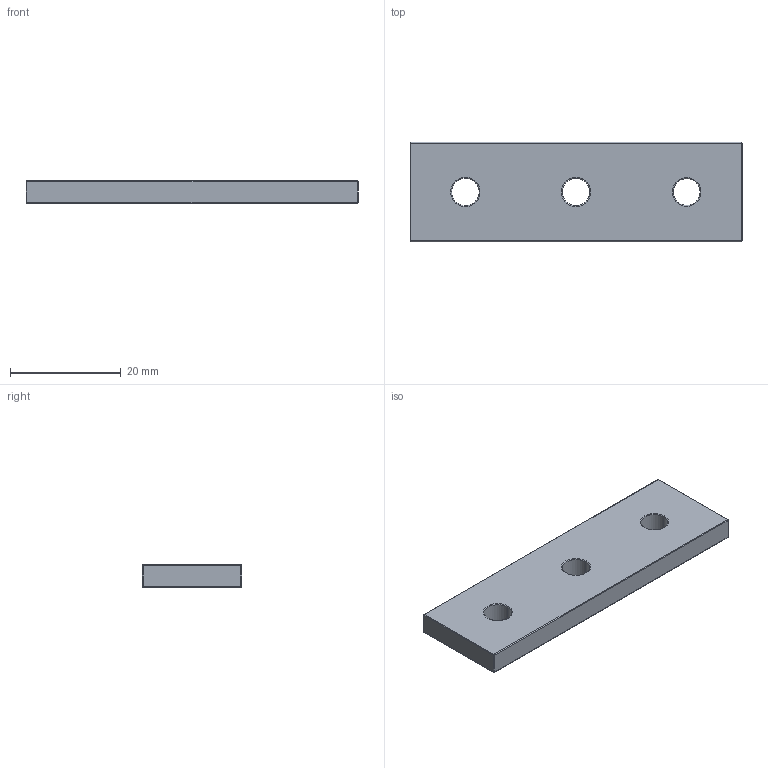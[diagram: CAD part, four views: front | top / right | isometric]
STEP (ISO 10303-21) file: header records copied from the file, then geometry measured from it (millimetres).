
FILE_DESCRIPTION (( 'STEP AP214' ), '1' );
FILE_NAME ('3 Hole Strip Joining Plate.step', '2015-01-21T14:43:26', ( 'Mark' ), ( '' ), 'SwSTEP 2.0', 'SolidWorks 2013', '' );
FILE_SCHEMA (( 'AUTOMOTIVE_DESIGN' ));
Length unit declared in the file: millimetre
Products named in the file (1): 3 Hole Strip Joining Plate
Bounding box: 60 x 18 x 4 mm (x, y, z)
Volume: 4086.9 mm3; surface area: 2828 mm2
Topology: 1 solids, 1 shells, 44 faces, 98 edges, 48 vertices
Faces by surface type: cylinder 18, torus 12, sphere 8, plane 6
Entity records: 1192 total; most frequent: DIRECTION 240, CARTESIAN_POINT 183, ORIENTED_EDGE 180, AXIS2_PLACEMENT_3D 105, EDGE_CURVE 90, CIRCLE 60, EDGE_LOOP 50, VERTEX_POINT 48
